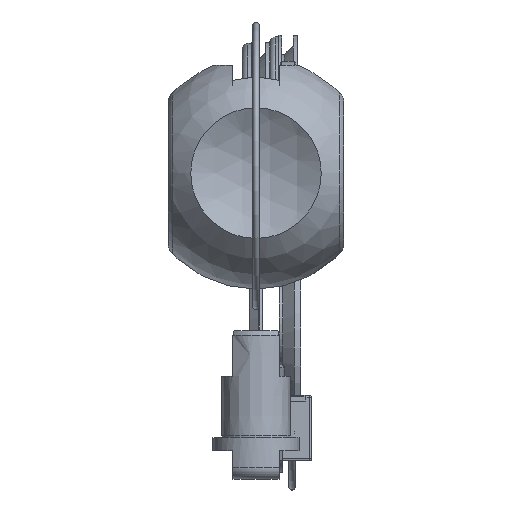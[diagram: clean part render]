
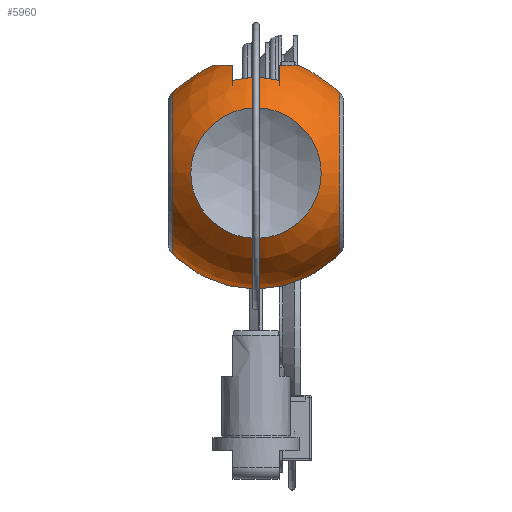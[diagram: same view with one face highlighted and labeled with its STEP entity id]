
A CAD part, top view. The second image highlights one B-rep face of the part: STEP entity #5960.
In plain terms, the highlighted spherical face has radius 32.055 mm.
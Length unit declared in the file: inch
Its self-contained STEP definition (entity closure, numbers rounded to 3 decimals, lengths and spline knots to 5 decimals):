
#87=SPHERICAL_SURFACE('',#6724,1.262);
#1021=FACE_BOUND('',#1614,.T.);
#1022=FACE_BOUND('',#1615,.T.);
#1217=FACE_OUTER_BOUND('',#1613,.T.);
#1613=EDGE_LOOP('',(#4121,#4122,#4123,#4124,#4125,#4126,#4127));
#1614=EDGE_LOOP('',(#4128,#4129,#4130,#4131,#4132,#4133,#4134,#4135));
#1615=EDGE_LOOP('',(#4136));
#2297=CIRCLE('',#6719,0.8762);
#2298=CIRCLE('',#6720,0.8762);
#2299=CIRCLE('',#6722,0.8762);
#2301=CIRCLE('',#6725,1.262);
#2302=CIRCLE('',#6726,1.262);
#2303=CIRCLE('',#6727,0.70971);
#2304=CIRCLE('',#6728,1.23638);
#2305=CIRCLE('',#6729,0.46046);
#2306=CIRCLE('',#6730,1.23638);
#2307=CIRCLE('',#6731,1.03991);
#2308=CIRCLE('',#6732,1.23638);
#2309=CIRCLE('',#6733,0.46046);
#2310=CIRCLE('',#6734,1.23638);
#2311=CIRCLE('',#6735,1.03991);
#2595=VERTEX_POINT('',#9132);
#2596=VERTEX_POINT('',#9134);
#2597=VERTEX_POINT('',#9138);
#2598=VERTEX_POINT('',#9142);
#2599=VERTEX_POINT('',#9144);
#2600=VERTEX_POINT('',#9147);
#2601=VERTEX_POINT('',#9148);
#2602=VERTEX_POINT('',#9150);
#2603=VERTEX_POINT('',#9152);
#2604=VERTEX_POINT('',#9154);
#2605=VERTEX_POINT('',#9156);
#2606=VERTEX_POINT('',#9158);
#2607=VERTEX_POINT('',#9160);
#3183=EDGE_CURVE('',#2596,#2595,#2297,.T.);
#3184=EDGE_CURVE('',#2595,#2596,#2298,.T.);
#3185=EDGE_CURVE('',#2597,#2597,#2299,.T.);
#3187=EDGE_CURVE('',#2598,#2596,#2301,.T.);
#3188=EDGE_CURVE('',#2595,#2599,#2302,.T.);
#3189=EDGE_CURVE('',#2599,#2599,#2303,.T.);
#3190=EDGE_CURVE('',#2600,#2601,#2304,.T.);
#3191=EDGE_CURVE('',#2602,#2600,#2305,.T.);
#3192=EDGE_CURVE('',#2603,#2602,#2306,.T.);
#3193=EDGE_CURVE('',#2604,#2603,#2307,.T.);
#3194=EDGE_CURVE('',#2605,#2604,#2308,.T.);
#3195=EDGE_CURVE('',#2606,#2605,#2309,.T.);
#3196=EDGE_CURVE('',#2607,#2606,#2310,.T.);
#3197=EDGE_CURVE('',#2601,#2607,#2311,.T.);
#4121=ORIENTED_EDGE('',*,*,#3184,.T.);
#4122=ORIENTED_EDGE('',*,*,#3187,.F.);
#4123=ORIENTED_EDGE('',*,*,#3187,.T.);
#4124=ORIENTED_EDGE('',*,*,#3183,.T.);
#4125=ORIENTED_EDGE('',*,*,#3188,.T.);
#4126=ORIENTED_EDGE('',*,*,#3189,.F.);
#4127=ORIENTED_EDGE('',*,*,#3188,.F.);
#4128=ORIENTED_EDGE('',*,*,#3190,.F.);
#4129=ORIENTED_EDGE('',*,*,#3191,.F.);
#4130=ORIENTED_EDGE('',*,*,#3192,.F.);
#4131=ORIENTED_EDGE('',*,*,#3193,.F.);
#4132=ORIENTED_EDGE('',*,*,#3194,.F.);
#4133=ORIENTED_EDGE('',*,*,#3195,.F.);
#4134=ORIENTED_EDGE('',*,*,#3196,.F.);
#4135=ORIENTED_EDGE('',*,*,#3197,.F.);
#4136=ORIENTED_EDGE('',*,*,#3185,.F.);
#5960=ADVANCED_FACE('',(#1217,#1021,#1022),#87,.T.);
#6719=AXIS2_PLACEMENT_3D('',#9135,#7405,#7406);
#6720=AXIS2_PLACEMENT_3D('',#9136,#7407,#7408);
#6722=AXIS2_PLACEMENT_3D('',#9139,#7411,#7412);
#6724=AXIS2_PLACEMENT_3D('',#9141,#7415,#7416);
#6725=AXIS2_PLACEMENT_3D('',#9143,#7417,#7418);
#6726=AXIS2_PLACEMENT_3D('',#9145,#7419,#7420);
#6727=AXIS2_PLACEMENT_3D('',#9146,#7421,#7422);
#6728=AXIS2_PLACEMENT_3D('',#9149,#7423,#7424);
#6729=AXIS2_PLACEMENT_3D('',#9151,#7425,#7426);
#6730=AXIS2_PLACEMENT_3D('',#9153,#7427,#7428);
#6731=AXIS2_PLACEMENT_3D('',#9155,#7429,#7430);
#6732=AXIS2_PLACEMENT_3D('',#9157,#7431,#7432);
#6733=AXIS2_PLACEMENT_3D('',#9159,#7433,#7434);
#6734=AXIS2_PLACEMENT_3D('',#9161,#7435,#7436);
#6735=AXIS2_PLACEMENT_3D('',#9162,#7437,#7438);
#7405=DIRECTION('center_axis',(1.,0.,0.));
#7406=DIRECTION('ref_axis',(0.,0.,-1.));
#7407=DIRECTION('center_axis',(1.,0.,0.));
#7408=DIRECTION('ref_axis',(0.,0.,-1.));
#7411=DIRECTION('center_axis',(1.,0.,0.));
#7412=DIRECTION('ref_axis',(0.,0.,-1.));
#7415=DIRECTION('center_axis',(0.,0.,1.));
#7416=DIRECTION('ref_axis',(1.,0.,0.));
#7417=DIRECTION('center_axis',(0.,1.,0.));
#7418=DIRECTION('ref_axis',(-1.,0.,0.));
#7419=DIRECTION('center_axis',(0.,1.,0.));
#7420=DIRECTION('ref_axis',(-1.,0.,0.));
#7421=DIRECTION('center_axis',(0.,0.,1.));
#7422=DIRECTION('ref_axis',(0.,1.,0.));
#7423=DIRECTION('center_axis',(1.,0.,0.));
#7424=DIRECTION('ref_axis',(0.,0.,1.));
#7425=DIRECTION('center_axis',(0.,1.,0.));
#7426=DIRECTION('ref_axis',(0.,0.,-1.));
#7427=DIRECTION('center_axis',(1.,0.,0.));
#7428=DIRECTION('ref_axis',(0.,0.,1.));
#7429=DIRECTION('center_axis',(0.,0.,1.));
#7430=DIRECTION('ref_axis',(0.,1.,0.));
#7431=DIRECTION('center_axis',(-1.,0.,0.));
#7432=DIRECTION('ref_axis',(0.,0.,-1.));
#7433=DIRECTION('center_axis',(0.,1.,0.));
#7434=DIRECTION('ref_axis',(0.,0.,-1.));
#7435=DIRECTION('center_axis',(-1.,0.,0.));
#7436=DIRECTION('ref_axis',(0.,0.,-1.));
#7437=DIRECTION('center_axis',(0.,0.,-1.));
#7438=DIRECTION('ref_axis',(0.,-1.,0.));
#9132=CARTESIAN_POINT('',(-0.90825,0.,0.8762));
#9134=CARTESIAN_POINT('',(-0.90825,0.,-0.8762));
#9135=CARTESIAN_POINT('Origin',(-0.90825,0.,0.));
#9136=CARTESIAN_POINT('Origin',(-0.90825,0.,0.));
#9138=CARTESIAN_POINT('',(0.90825,0.,0.8762));
#9139=CARTESIAN_POINT('Origin',(0.90825,0.,0.));
#9141=CARTESIAN_POINT('Origin',(0.,0.,0.));
#9142=CARTESIAN_POINT('',(0.,0.,-1.262));
#9143=CARTESIAN_POINT('Origin',(0.,0.,0.));
#9144=CARTESIAN_POINT('',(-0.70971,0.,1.04353));
#9145=CARTESIAN_POINT('Origin',(0.,0.,0.));
#9146=CARTESIAN_POINT('Origin',(0.,0.,1.04353));
#9147=CARTESIAN_POINT('',(-0.253,1.175,0.38472));
#9148=CARTESIAN_POINT('',(-0.253,1.00867,0.715));
#9149=CARTESIAN_POINT('Origin',(-0.253,0.,0.));
#9150=CARTESIAN_POINT('',(-0.253,1.175,-0.38472));
#9151=CARTESIAN_POINT('Origin',(0.,1.175,0.));
#9152=CARTESIAN_POINT('',(-0.253,1.00867,-0.715));
#9153=CARTESIAN_POINT('Origin',(-0.253,0.,0.));
#9154=CARTESIAN_POINT('',(0.253,1.00867,-0.715));
#9155=CARTESIAN_POINT('Origin',(0.,0.,-0.715));
#9156=CARTESIAN_POINT('',(0.253,1.175,-0.38472));
#9157=CARTESIAN_POINT('Origin',(0.253,0.,0.));
#9158=CARTESIAN_POINT('',(0.253,1.175,0.38472));
#9159=CARTESIAN_POINT('Origin',(0.,1.175,0.));
#9160=CARTESIAN_POINT('',(0.253,1.00867,0.715));
#9161=CARTESIAN_POINT('Origin',(0.253,0.,0.));
#9162=CARTESIAN_POINT('Origin',(0.,0.,0.715));
